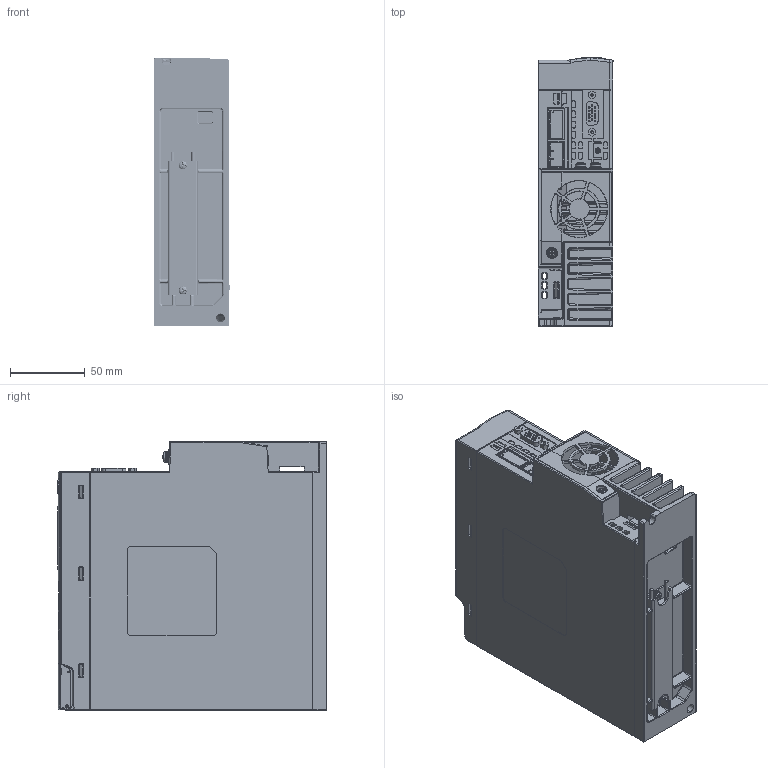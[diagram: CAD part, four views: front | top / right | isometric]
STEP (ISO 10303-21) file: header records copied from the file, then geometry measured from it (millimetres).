
FILE_DESCRIPTION (( 'STEP AP214' ), '1' );
FILE_NAME ('SV2A-2075.STEP', '2021-02-11T13:04:46', ( '' ), ( '' ), 'SwSTEP 2.0', 'SolidWorks 2017', '' );
FILE_SCHEMA (( 'AUTOMOTIVE_DESIGN' ));
Products named in the file (1): SV2A-2075
Bounding box: 50.8 x 180.2 x 180.1 mm (x, y, z)
Volume: 1087395.9 mm3; surface area: 188214.6 mm2
Topology: 4 solids, 12 shells, 4887 faces, 13056 edges, 8307 vertices
Faces by surface type: plane 2217, cylinder 1151, cone 824, bspline 683, torus 12
Entity records: 206342 total; most frequent: CARTESIAN_POINT 93642, ORIENTED_EDGE 25946, DIRECTION 19515, EDGE_CURVE 12973, VERTEX_POINT 8307, VECTOR 6869, LINE 6869, AXIS2_PLACEMENT_3D 6323
